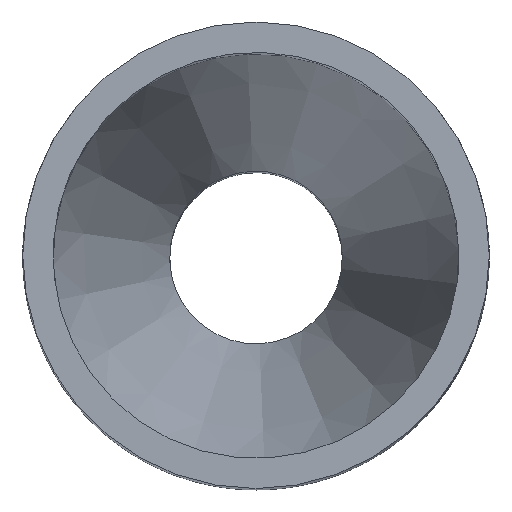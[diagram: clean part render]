
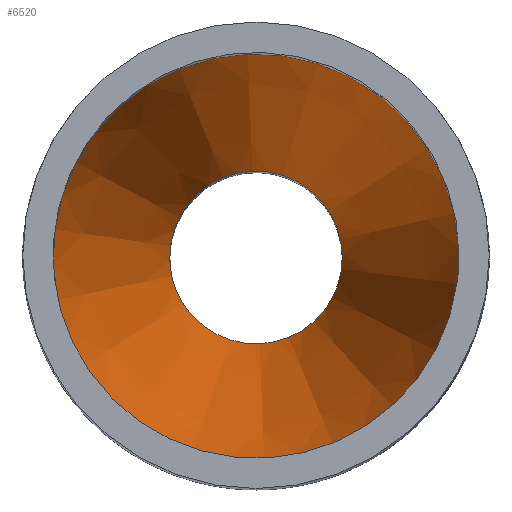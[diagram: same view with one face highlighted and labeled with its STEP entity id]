
A CAD part, top view. The second image highlights one B-rep face of the part: STEP entity #6520.
In plain terms, the highlighted conical face has half-angle 14.036 degrees and reference radius 7.874 mm.
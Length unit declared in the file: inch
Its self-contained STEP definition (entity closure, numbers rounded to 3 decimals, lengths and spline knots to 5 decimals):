
#91=FACE_BOUND('',#1169,.T.);
#777=FACE_OUTER_BOUND('',#1168,.T.);
#1168=EDGE_LOOP('',(#6093));
#1169=EDGE_LOOP('',(#6094));
#2184=CIRCLE('',#6852,0.435);
#2185=CIRCLE('',#6853,0.185);
#3195=VERTEX_POINT('',#14486);
#3196=VERTEX_POINT('',#14488);
#4164=EDGE_CURVE('',#3195,#3195,#2184,.T.);
#4165=EDGE_CURVE('',#3196,#3196,#2185,.T.);
#6093=ORIENTED_EDGE('',*,*,#4164,.F.);
#6094=ORIENTED_EDGE('',*,*,#4165,.T.);
#6142=CONICAL_SURFACE('',#6851,0.31,14.036);
#6520=ADVANCED_FACE('',(#777,#91),#6142,.F.);
#6851=AXIS2_PLACEMENT_3D('',#14485,#7948,#7949);
#6852=AXIS2_PLACEMENT_3D('',#14487,#7950,#7951);
#6853=AXIS2_PLACEMENT_3D('',#14489,#7952,#7953);
#7948=DIRECTION('center_axis',(0.,0.,
1.));
#7949=DIRECTION('ref_axis',(0.991,-0.134,0.));
#7950=DIRECTION('center_axis',(0.,0.,-1.));
#7951=DIRECTION('ref_axis',(-1.,0.,0.));
#7952=DIRECTION('center_axis',(0.,0.,-1.));
#7953=DIRECTION('ref_axis',(-1.,0.,0.));
#14485=CARTESIAN_POINT('Origin',(0.,0.,
-0.75));
#14486=CARTESIAN_POINT('',(0.4311,-0.05815,-0.25));
#14487=CARTESIAN_POINT('Origin',(0.,0.,-0.25));
#14488=CARTESIAN_POINT('',(0.18334,-0.02473,-1.25));
#14489=CARTESIAN_POINT('Origin',(0.,0.,-1.25));
